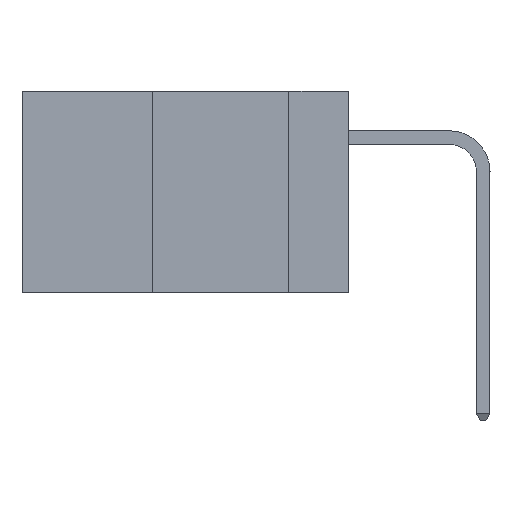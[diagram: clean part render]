
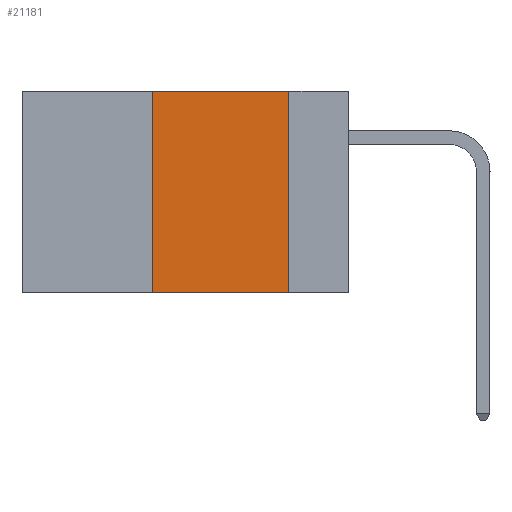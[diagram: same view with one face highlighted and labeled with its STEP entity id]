
A CAD part, left-side view. The second image highlights one B-rep face of the part: STEP entity #21181.
In plain terms, the highlighted planar face has unit normal (-1, 0, 0).
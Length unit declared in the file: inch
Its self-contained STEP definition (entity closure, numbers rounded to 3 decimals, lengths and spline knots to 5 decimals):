
#331 = CARTESIAN_POINT ( 'NONE',  ( 0., 0.11, -0.37 ) ) ;
#829 = CARTESIAN_POINT ( 'NONE',  ( 0., 0.6, 0. ) ) ;
#1567 = EDGE_CURVE ( 'NONE', #8711, #25466, #36551, .T. ) ;
#2278 = ORIENTED_EDGE ( 'NONE', *, *, #30371, .F. ) ;
#2283 = LINE ( 'NONE', #32459, #26194 ) ;
#3133 = DIRECTION ( 'NONE',  ( 0., 0., -1. ) ) ;
#4711 = AXIS2_PLACEMENT_3D ( 'NONE', #6869, #28521, #10028 ) ;
#6869 = CARTESIAN_POINT ( 'NONE',  ( 0., 0.6, 0. ) ) ;
#7708 = DIRECTION ( 'NONE',  ( 0., 0., 1. ) ) ;
#8711 = VERTEX_POINT ( 'NONE', #28455 ) ;
#8717 = VERTEX_POINT ( 'NONE', #331 ) ;
#10028 = DIRECTION ( 'NONE',  ( 0., 0., -1. ) ) ;
#10943 = LINE ( 'NONE', #829, #20176 ) ;
#12660 = CARTESIAN_POINT ( 'NONE',  ( 0., 0.11, 0. ) ) ;
#16596 = EDGE_LOOP ( 'NONE', ( #23681, #2278, #24792, #34858 ) ) ;
#17391 = EDGE_CURVE ( 'NONE', #26301, #8717, #33888, .T. ) ;
#20176 = VECTOR ( 'NONE', #22724, 39.37008 ) ;
#20233 = VECTOR ( 'NONE', #7708, 39.37008 ) ;
#21181 = ADVANCED_FACE ( 'NONE', ( #21783 ), #25407, .F. ) ;
#21783 = FACE_OUTER_BOUND ( 'NONE', #16596, .T. ) ;
#22724 = DIRECTION ( 'NONE',  ( 0., -1., 0. ) ) ;
#23681 = ORIENTED_EDGE ( 'NONE', *, *, #17391, .F. ) ;
#24584 = CARTESIAN_POINT ( 'NONE',  ( 0., 0.11, 0. ) ) ;
#24792 = ORIENTED_EDGE ( 'NONE', *, *, #1567, .F. ) ;
#25407 = PLANE ( 'NONE',  #4711 ) ;
#25466 = VERTEX_POINT ( 'NONE', #35392 ) ;
#25686 = VECTOR ( 'NONE', #3133, 39.37008 ) ;
#26194 = VECTOR ( 'NONE', #35524, 39.37008 ) ;
#26301 = VERTEX_POINT ( 'NONE', #24584 ) ;
#27324 = EDGE_CURVE ( 'NONE', #8711, #8717, #2283, .T. ) ;
#28455 = CARTESIAN_POINT ( 'NONE',  ( 0., 0.36, -0.37 ) ) ;
#28521 = DIRECTION ( 'NONE',  ( 1., 0., 0. ) ) ;
#29134 = CARTESIAN_POINT ( 'NONE',  ( 0., 0.36, 0. ) ) ;
#30371 = EDGE_CURVE ( 'NONE', #25466, #26301, #10943, .T. ) ;
#32459 = CARTESIAN_POINT ( 'NONE',  ( 0., 0.6, -0.37 ) ) ;
#33888 = LINE ( 'NONE', #12660, #25686 ) ;
#34858 = ORIENTED_EDGE ( 'NONE', *, *, #27324, .T. ) ;
#35392 = CARTESIAN_POINT ( 'NONE',  ( 0., 0.36, 0. ) ) ;
#35524 = DIRECTION ( 'NONE',  ( 0., -1., 0. ) ) ;
#36551 = LINE ( 'NONE', #29134, #20233 ) ;
